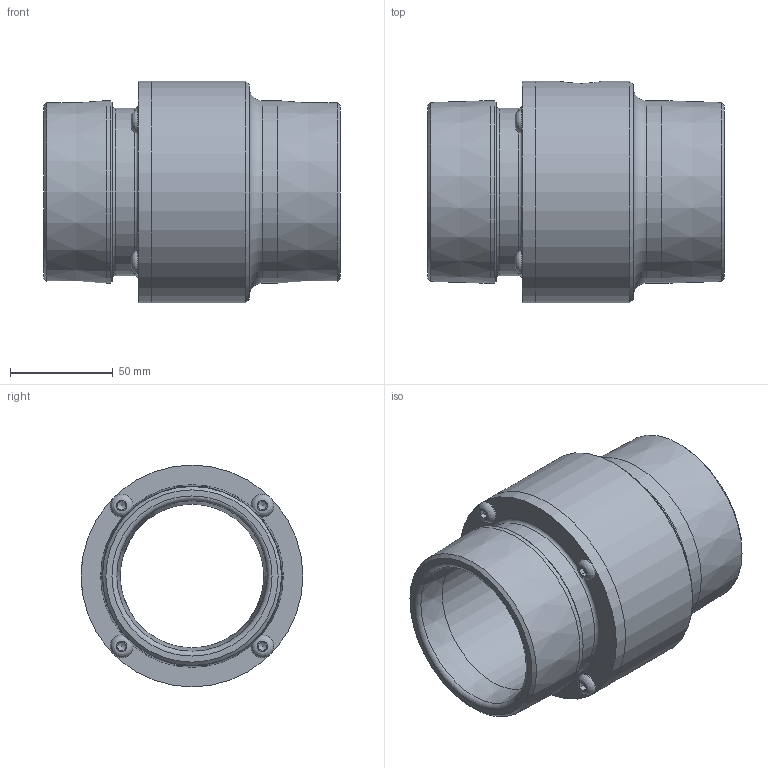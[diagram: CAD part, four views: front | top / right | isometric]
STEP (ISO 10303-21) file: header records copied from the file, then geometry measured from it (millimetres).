
FILE_DESCRIPTION(/* description */ (''),/* implementation_level */ '2;1');
FILE_NAME(/* name */ '151300-3D.stp',/* time_stamp */ '2016-05-10T09:58:53-04:00',/* author */ ('ben knollman'),/* organization */ (''),/* preprocessor_version */ 'ST-DEVELOPER v15.2',/* originating_system */ 'Autodesk Inventor 2014',/* authorisation */ '');
FILE_SCHEMA (('AUTOMOTIVE_DESIGN { 1 0 10303 214 3 1 1 }'));
Length unit declared in the file: inch
Products named in the file (4): 901705-DIM; 901706; ANSI B18.3 - 1_4-20 UNC - UNC - 0.75(1); 151300-3D
Bounding box: 144.51 x 107.95 x 107.95 mm (x, y, z)
Volume: 480739.8 mm3; surface area: 101504.9 mm2
Topology: 6 solids, 6 shells, 102 faces, 230 edges, 146 vertices
Faces by surface type: plane 44, cylinder 24, cone 20, torus 9, bspline 5
Full cylindrical faces by diameter (mm): 5.159 x4, 6.35 x4, 7.144 x4, 11.1 x4, 18.256 x1, 69.85 x2, 81.407 x1, 86.208 x1, 88.9 x1, 107.95 x2
Entity records: 1624 total; most frequent: CARTESIAN_POINT 449, DIRECTION 249, ORIENTED_EDGE 152, AXIS2_PLACEMENT_3D 118, EDGE_LOOP 114, EDGE_CURVE 76, VERTEX_POINT 68, FACE_BOUND 63
